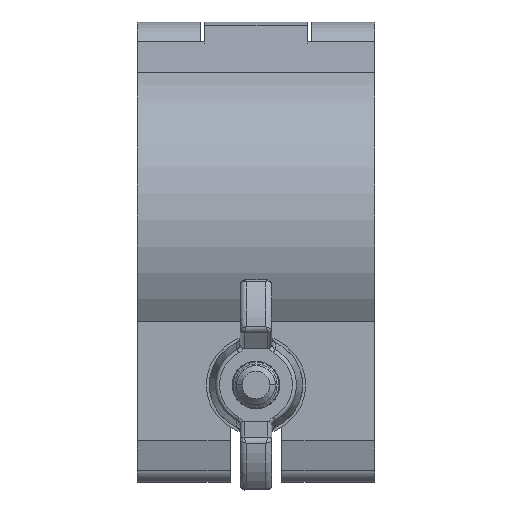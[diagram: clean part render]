
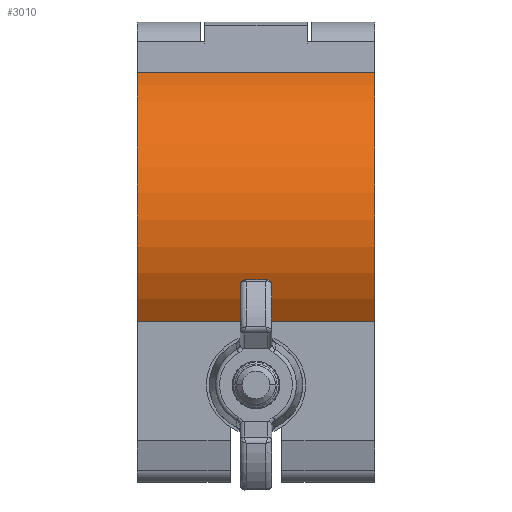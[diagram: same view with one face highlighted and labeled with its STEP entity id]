
A CAD part, front view. The second image highlights one B-rep face of the part: STEP entity #3010.
In plain terms, the highlighted cylindrical face has radius 21 mm (diameter 42 mm), a partial arc.
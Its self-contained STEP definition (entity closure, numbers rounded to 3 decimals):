
#458 = CARTESIAN_POINT ( 'NONE',  ( -14.95, 24.703, -32.271 ) ) ;
#464 = ORIENTED_EDGE ( 'NONE', *, *, #22153, .F. ) ;
#775 = ORIENTED_EDGE ( 'NONE', *, *, #6914, .T. ) ;
#922 = CARTESIAN_POINT ( 'NONE',  ( 14.95, 7.575, -20.121 ) ) ;
#1738 = CARTESIAN_POINT ( 'NONE',  ( 14.95, 15.861, -0.825 ) ) ;
#1914 = LINE ( 'NONE', #1738, #13613 ) ;
#2740 = DIRECTION ( 'NONE',  ( 0., 0., -1. ) ) ;
#3010 = ADVANCED_FACE ( 'NONE', ( #9991 ), #20825, .T. ) ;
#3148 = DIRECTION ( 'NONE',  ( -1., 0., 0. ) ) ;
#3483 = CARTESIAN_POINT ( 'NONE',  ( 14.95, 15.861, -0.825 ) ) ;
#3608 = DIRECTION ( 'NONE',  ( 1., 0., 0. ) ) ;
#4819 = EDGE_LOOP ( 'NONE', ( #6954, #464, #7875, #775 ) ) ;
#5077 = DIRECTION ( 'NONE',  ( 0., 0., 1. ) ) ;
#5679 = LINE ( 'NONE', #6694, #12362 ) ;
#6454 = DIRECTION ( 'NONE',  ( -1., 0., 0. ) ) ;
#6694 = CARTESIAN_POINT ( 'NONE',  ( 14.95, 24.703, -32.271 ) ) ;
#6914 = EDGE_CURVE ( 'NONE', #15459, #13638, #5679, .T. ) ;
#6954 = ORIENTED_EDGE ( 'NONE', *, *, #13466, .T. ) ;
#7101 = DIRECTION ( 'NONE',  ( 0., 0., -1. ) ) ;
#7185 = DIRECTION ( 'NONE',  ( -1., 0., 0. ) ) ;
#7875 = ORIENTED_EDGE ( 'NONE', *, *, #15594, .F. ) ;
#8412 = VERTEX_POINT ( 'NONE', #21314 ) ;
#8505 = CARTESIAN_POINT ( 'NONE',  ( 14.95, 7.575, -20.121 ) ) ;
#8741 = CIRCLE ( 'NONE', #12319, 21. ) ;
#9991 = FACE_OUTER_BOUND ( 'NONE', #4819, .T. ) ;
#12319 = AXIS2_PLACEMENT_3D ( 'NONE', #12557, #3608, #7101 ) ;
#12362 = VECTOR ( 'NONE', #6454, 1000. ) ;
#12557 = CARTESIAN_POINT ( 'NONE',  ( -14.95, 7.575, -20.121 ) ) ;
#13016 = CARTESIAN_POINT ( 'NONE',  ( 14.95, 24.703, -32.271 ) ) ;
#13395 = DIRECTION ( 'NONE',  ( 1., 0., 0. ) ) ;
#13466 = EDGE_CURVE ( 'NONE', #13638, #8412, #8741, .T. ) ;
#13613 = VECTOR ( 'NONE', #7185, 1000. ) ;
#13638 = VERTEX_POINT ( 'NONE', #458 ) ;
#13960 = CIRCLE ( 'NONE', #19228, 21. ) ;
#15459 = VERTEX_POINT ( 'NONE', #13016 ) ;
#15594 = EDGE_CURVE ( 'NONE', #15459, #16486, #13960, .T. ) ;
#16486 = VERTEX_POINT ( 'NONE', #3483 ) ;
#18568 = AXIS2_PLACEMENT_3D ( 'NONE', #8505, #3148, #5077 ) ;
#19228 = AXIS2_PLACEMENT_3D ( 'NONE', #922, #13395, #2740 ) ;
#20825 = CYLINDRICAL_SURFACE ( 'NONE', #18568, 21. ) ;
#21314 = CARTESIAN_POINT ( 'NONE',  ( -14.95, 15.861, -0.825 ) ) ;
#22153 = EDGE_CURVE ( 'NONE', #16486, #8412, #1914, .T. ) ;
